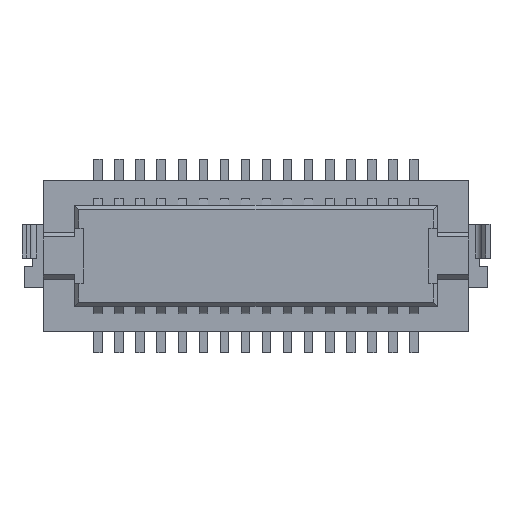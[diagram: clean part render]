
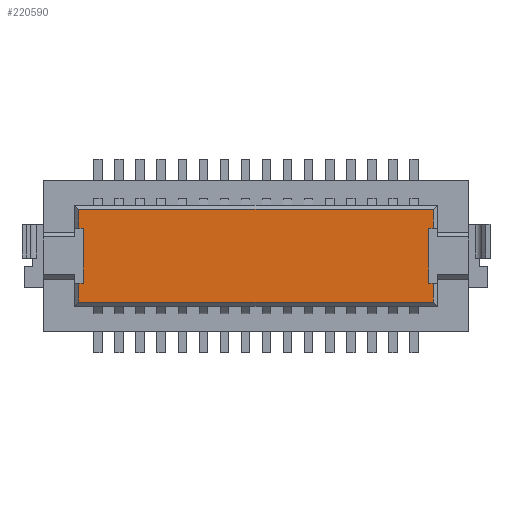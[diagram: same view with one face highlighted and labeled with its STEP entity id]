
A CAD part, top view. The second image highlights one B-rep face of the part: STEP entity #220590.
In plain terms, the highlighted planar face has unit normal (0, 0, 1).
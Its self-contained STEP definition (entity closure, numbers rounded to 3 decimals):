
#19550=CARTESIAN_POINT('',(-5.85,0.85,2.7));
#19560=VERTEX_POINT('',#19550);
#19650=CARTESIAN_POINT('',(-5.75,0.85,2.7));
#19660=VERTEX_POINT('',#19650);
#19690=CARTESIAN_POINT('',(-3.,0.85,2.7));
#19700=DIRECTION('',(-1.,-0.,0.));
#19710=VECTOR('',#19700,1.);
#19720=LINE('',#19690,#19710);
#19730=EDGE_CURVE('',#19660,#19560,#19720,.T.);
#19890=CARTESIAN_POINT('',(-5.75,2.15,2.7));
#19900=VERTEX_POINT('',#19890);
#19930=CARTESIAN_POINT('',(-5.75,0.,2.7));
#19940=DIRECTION('',(-0.,-1.,0.));
#19950=VECTOR('',#19940,1.);
#19960=LINE('',#19930,#19950);
#19970=EDGE_CURVE('',#19900,#19660,#19960,.T.);
#20430=CARTESIAN_POINT('',(-5.85,0.4,2.7));
#20440=VERTEX_POINT('',#20430);
#20490=CARTESIAN_POINT('',(-5.85,0.,2.7));
#20500=DIRECTION('',(-0.,-1.,0.));
#20510=VECTOR('',#20500,1.);
#20520=LINE('',#20490,#20510);
#20530=EDGE_CURVE('',#19560,#20440,#20520,.T.);
#34120=CARTESIAN_POINT('',(-5.85,2.15,2.7));
#34130=VERTEX_POINT('',#34120);
#34280=CARTESIAN_POINT('',(-5.85,2.6,2.7));
#34290=VERTEX_POINT('',#34280);
#34320=CARTESIAN_POINT('',(-5.85,0.,2.7));
#34330=DIRECTION('',(-0.,-1.,0.));
#34340=VECTOR('',#34330,1.);
#34350=LINE('',#34320,#34340);
#34360=EDGE_CURVE('',#34290,#34130,#34350,.T.);
#34550=CARTESIAN_POINT('',(-3.,2.15,2.7));
#34560=DIRECTION('',(1.,-0.,-0.));
#34570=VECTOR('',#34560,1.);
#34580=LINE('',#34550,#34570);
#34590=EDGE_CURVE('',#34130,#19900,#34580,.T.);
#219100=CARTESIAN_POINT('',(2.45,0.85,2.7));
#219110=VERTEX_POINT('',#219100);
#219200=CARTESIAN_POINT('',(2.55,0.85,2.7));
#219210=VERTEX_POINT('',#219200);
#219240=CARTESIAN_POINT('',(-3.,0.85,2.7));
#219250=DIRECTION('',(-1.,-0.,0.));
#219260=VECTOR('',#219250,1.);
#219270=LINE('',#219240,#219260);
#219280=EDGE_CURVE('',#219210,#219110,#219270,.T.);
#219420=CARTESIAN_POINT('',(2.45,2.15,2.7));
#219430=VERTEX_POINT('',#219420);
#219480=CARTESIAN_POINT('',(2.45,0.,2.7));
#219490=DIRECTION('',(-0.,1.,-0.));
#219500=VECTOR('',#219490,1.);
#219510=LINE('',#219480,#219500);
#219520=EDGE_CURVE('',#219110,#219430,#219510,.T.);
#219660=CARTESIAN_POINT('',(2.55,2.15,2.7));
#219670=VERTEX_POINT('',#219660);
#219730=CARTESIAN_POINT('',(-3.,2.15,2.7));
#219740=DIRECTION('',(1.,-0.,-0.));
#219750=VECTOR('',#219740,1.);
#219760=LINE('',#219730,#219750);
#219770=EDGE_CURVE('',#219430,#219670,#219760,.T.);
#219910=CARTESIAN_POINT('',(2.55,2.6,2.7));
#219920=VERTEX_POINT('',#219910);
#219970=CARTESIAN_POINT('',(2.55,0.,2.7));
#219980=DIRECTION('',(-0.,1.,-0.));
#219990=VECTOR('',#219980,1.);
#220000=LINE('',#219970,#219990);
#220010=EDGE_CURVE('',#219670,#219920,#220000,.T.);
#220190=CARTESIAN_POINT('',(-3.,2.6,2.7));
#220200=DIRECTION('',(-1.,-0.,0.));
#220210=VECTOR('',#220200,1.);
#220220=LINE('',#220190,#220210);
#220230=EDGE_CURVE('',#219920,#34290,#220220,.T.);
#220280=CARTESIAN_POINT('',(-6.072,0.333,2.7));
#220290=DIRECTION('',(0.,0.,1.));
#220300=DIRECTION('',(1.,0.,-0.));
#220310=AXIS2_PLACEMENT_3D('',#220280,#220290,#220300);
#220320=PLANE('',#220310);
#220330=ORIENTED_EDGE('',*,*,#20530,.T.);
#220340=ORIENTED_EDGE('',*,*,#19730,.T.);
#220350=ORIENTED_EDGE('',*,*,#19970,.T.);
#220360=ORIENTED_EDGE('',*,*,#34590,.T.);
#220370=ORIENTED_EDGE('',*,*,#34360,.T.);
#220380=ORIENTED_EDGE('',*,*,#220230,.T.);
#220390=ORIENTED_EDGE('',*,*,#220010,.T.);
#220400=ORIENTED_EDGE('',*,*,#219770,.T.);
#220410=ORIENTED_EDGE('',*,*,#219520,.T.);
#220420=ORIENTED_EDGE('',*,*,#219280,.T.);
#220430=CARTESIAN_POINT('',(2.55,0.,2.7));
#220440=DIRECTION('',(-0.,1.,0.));
#220450=VECTOR('',#220440,1.);
#220460=LINE('',#220430,#220450);
#220470=CARTESIAN_POINT('',(2.55,0.4,2.7));
#220480=VERTEX_POINT('',#220470);
#220490=EDGE_CURVE('',#220480,#219210,#220460,.T.);
#220500=ORIENTED_EDGE('',*,*,#220490,.T.);
#220510=CARTESIAN_POINT('',(-3.,0.4,2.7));
#220520=DIRECTION('',(1.,0.,0.));
#220530=VECTOR('',#220520,1.);
#220540=LINE('',#220510,#220530);
#220550=EDGE_CURVE('',#20440,#220480,#220540,.T.);
#220560=ORIENTED_EDGE('',*,*,#220550,.T.);
#220570=EDGE_LOOP('',(#220560,#220500,#220420,#220410,#220400,#220390,
#220380,#220370,#220360,#220350,#220340,#220330));
#220580=FACE_OUTER_BOUND('',#220570,.T.);
#220590=ADVANCED_FACE('',(#220580),#220320,.T.);
